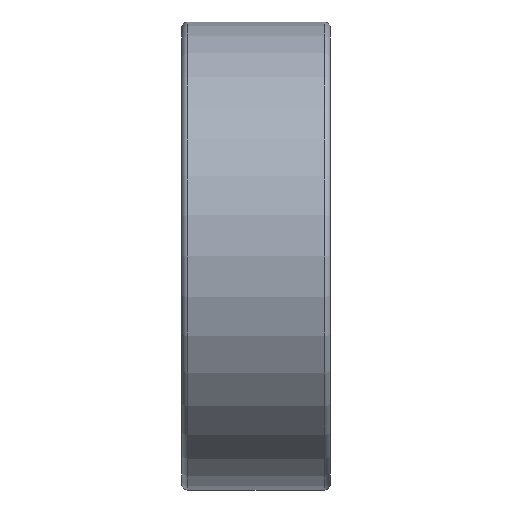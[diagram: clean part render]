
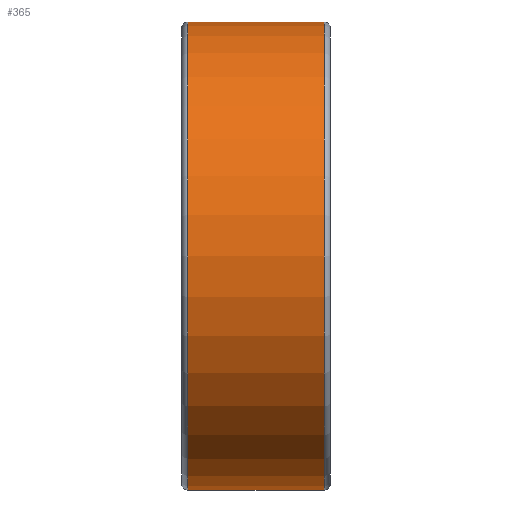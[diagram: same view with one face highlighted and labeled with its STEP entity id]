
A CAD part, front view. The second image highlights one B-rep face of the part: STEP entity #365.
In plain terms, the highlighted cylindrical face has radius 11 mm (diameter 22 mm), a partial arc.
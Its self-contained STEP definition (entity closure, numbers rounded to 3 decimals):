
#42 = CARTESIAN_POINT ( 'NONE',  ( 0.3, 0., 11. ) ) ;
#98 = FACE_OUTER_BOUND ( 'NONE', #3179, .T. ) ;
#140 = DIRECTION ( 'NONE',  ( 1., 0., 0. ) ) ;
#171 = EDGE_CURVE ( 'NONE', #3279, #1553, #2970, .T. ) ;
#320 = DIRECTION ( 'NONE',  ( 1., 0., 0. ) ) ;
#365 = ADVANCED_FACE ( 'NONE', ( #98 ), #1753, .T. ) ;
#403 = AXIS2_PLACEMENT_3D ( 'NONE', #2224, #140, #435 ) ;
#435 = DIRECTION ( 'NONE',  ( 0., 0., -1. ) ) ;
#922 = CARTESIAN_POINT ( 'NONE',  ( 50., 0., 0. ) ) ;
#1049 = EDGE_CURVE ( 'NONE', #1553, #3259, #3234, .T. ) ;
#1156 = CARTESIAN_POINT ( 'NONE',  ( 6.7, 0., 11. ) ) ;
#1210 = VERTEX_POINT ( 'NONE', #42 ) ;
#1261 = ORIENTED_EDGE ( 'NONE', *, *, #3446, .T. ) ;
#1553 = VERTEX_POINT ( 'NONE', #2948 ) ;
#1586 = DIRECTION ( 'NONE',  ( -1., 0., 0. ) ) ;
#1753 = CYLINDRICAL_SURFACE ( 'NONE', #3312, 11. ) ;
#1999 = CARTESIAN_POINT ( 'NONE',  ( 0.3, 0., -11. ) ) ;
#2011 = DIRECTION ( 'NONE',  ( 0., 0., -1. ) ) ;
#2012 = VECTOR ( 'NONE', #2919, 1000. ) ;
#2033 = ORIENTED_EDGE ( 'NONE', *, *, #3354, .T. ) ;
#2224 = CARTESIAN_POINT ( 'NONE',  ( 6.7, 0., 0. ) ) ;
#2311 = CARTESIAN_POINT ( 'NONE',  ( 0.3, 0., 0. ) ) ;
#2399 = LINE ( 'NONE', #2901, #2012 ) ;
#2619 = DIRECTION ( 'NONE',  ( -1., 0., 0. ) ) ;
#2651 = DIRECTION ( 'NONE',  ( 0., 0., -1. ) ) ;
#2737 = CIRCLE ( 'NONE', #3379, 11. ) ;
#2901 = CARTESIAN_POINT ( 'NONE',  ( 50., 0., 11. ) ) ;
#2919 = DIRECTION ( 'NONE',  ( -1., 0., 0. ) ) ;
#2948 = CARTESIAN_POINT ( 'NONE',  ( 6.7, 0., -11. ) ) ;
#2955 = CARTESIAN_POINT ( 'NONE',  ( 50., 0., -11. ) ) ;
#2970 = CIRCLE ( 'NONE', #403, 11. ) ;
#3179 = EDGE_LOOP ( 'NONE', ( #3369, #1261, #2033, #3591 ) ) ;
#3234 = LINE ( 'NONE', #2955, #3265 ) ;
#3259 = VERTEX_POINT ( 'NONE', #1999 ) ;
#3265 = VECTOR ( 'NONE', #1586, 1000. ) ;
#3279 = VERTEX_POINT ( 'NONE', #1156 ) ;
#3312 = AXIS2_PLACEMENT_3D ( 'NONE', #922, #2619, #2651 ) ;
#3354 = EDGE_CURVE ( 'NONE', #1210, #3259, #2737, .T. ) ;
#3369 = ORIENTED_EDGE ( 'NONE', *, *, #171, .F. ) ;
#3379 = AXIS2_PLACEMENT_3D ( 'NONE', #2311, #320, #2011 ) ;
#3446 = EDGE_CURVE ( 'NONE', #3279, #1210, #2399, .T. ) ;
#3591 = ORIENTED_EDGE ( 'NONE', *, *, #1049, .F. ) ;
